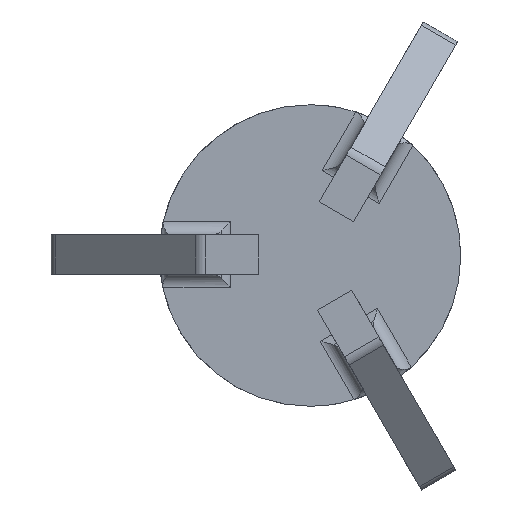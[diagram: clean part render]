
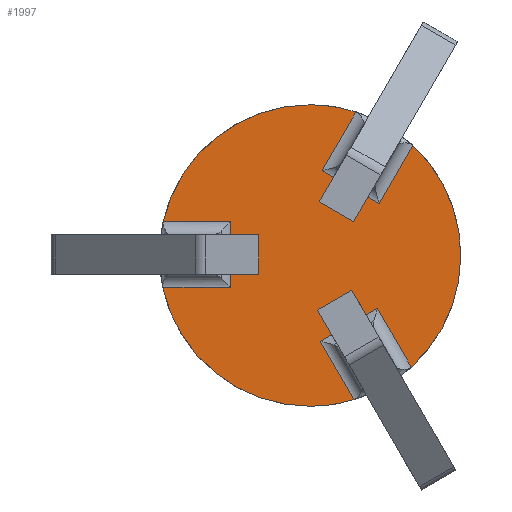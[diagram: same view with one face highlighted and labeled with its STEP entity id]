
A CAD part, front view. The second image highlights one B-rep face of the part: STEP entity #1997.
In plain terms, the highlighted planar face has unit normal (0, -1, 0).
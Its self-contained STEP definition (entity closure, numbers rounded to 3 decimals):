
#64 = EDGE_CURVE ( 'NONE', #464, #1831, #2782, .T. ) ;
#92 = VECTOR ( 'NONE', #1532, 1000. ) ;
#133 = CARTESIAN_POINT ( 'NONE',  ( 0., -0.262, 0. ) ) ;
#174 = VERTEX_POINT ( 'NONE', #198 ) ;
#184 = DIRECTION ( 'NONE',  ( 0.5, 0., 0.866 ) ) ;
#198 = CARTESIAN_POINT ( 'NONE',  ( 11.629, -0.262, -97.483 ) ) ;
#213 = DIRECTION ( 'NONE',  ( -0.5, 0., -0.866 ) ) ;
#223 = CARTESIAN_POINT ( 'NONE',  ( 0., -0.262, 38.671 ) ) ;
#255 = LINE ( 'NONE', #1203, #1360 ) ;
#267 = CARTESIAN_POINT ( 'NONE',  ( 50.026, -0.262, -163.989 ) ) ;
#278 = CARTESIAN_POINT ( 'NONE',  ( -90.237, -0.262, 0. ) ) ;
#280 = CARTESIAN_POINT ( 'NONE',  ( 115.24, -0.262, -126.944 ) ) ;
#366 = ORIENTED_EDGE ( 'NONE', *, *, #2449, .T. ) ;
#367 = AXIS2_PLACEMENT_3D ( 'NONE', #1151, #1134, #2204 ) ;
#369 = ORIENTED_EDGE ( 'NONE', *, *, #64, .T. ) ;
#382 = DIRECTION ( 'NONE',  ( 0., 0., 1. ) ) ;
#384 = ORIENTED_EDGE ( 'NONE', *, *, #2291, .T. ) ;
#416 = CARTESIAN_POINT ( 'NONE',  ( -31.462, -0.262, 18.165 ) ) ;
#432 = DIRECTION ( 'NONE',  ( 0., 1., 0. ) ) ;
#437 = VERTEX_POINT ( 'NONE', #2294 ) ;
#438 = CARTESIAN_POINT ( 'NONE',  ( 13.656, -0.262, 96.312 ) ) ;
#464 = VERTEX_POINT ( 'NONE', #1538 ) ;
#531 = DIRECTION ( 'NONE',  ( 0., 0., 1. ) ) ;
#546 = DIRECTION ( 'NONE',  ( 0.5, 0., -0.866 ) ) ;
#554 = AXIS2_PLACEMENT_3D ( 'NONE', #1184, #1773, #531 ) ;
#651 = LINE ( 'NONE', #1748, #92 ) ;
#660 = DIRECTION ( 'NONE',  ( 0., 0., 1. ) ) ;
#705 = DIRECTION ( 'NONE',  ( -0.5, 0., 0.866 ) ) ;
#734 = CARTESIAN_POINT ( 'NONE',  ( -33.49, -0.262, -19.335 ) ) ;
#766 = ORIENTED_EDGE ( 'NONE', *, *, #926, .F. ) ;
#787 = VERTEX_POINT ( 'NONE', #2775 ) ;
#808 = VECTOR ( 'NONE', #1312, 1000. ) ;
#830 = VECTOR ( 'NONE', #546, 1000. ) ;
#831 = CARTESIAN_POINT ( 'NONE',  ( 0., -0.262, 0. ) ) ;
#832 = CARTESIAN_POINT ( 'NONE',  ( 31.462, -0.262, 18.165 ) ) ;
#870 = CIRCLE ( 'NONE', #367, 171.45 ) ;
#897 = CARTESIAN_POINT ( 'NONE',  ( 0., -0.262, 0. ) ) ;
#908 = EDGE_CURVE ( 'NONE', #2786, #1635, #255, .T. ) ;
#914 = DIRECTION ( 'NONE',  ( -0.866, 0., 0.5 ) ) ;
#923 = LINE ( 'NONE', #2225, #1646 ) ;
#924 = VERTEX_POINT ( 'NONE', #267 ) ;
#926 = EDGE_CURVE ( 'NONE', #1498, #1485, #870, .T. ) ;
#940 = CARTESIAN_POINT ( 'NONE',  ( 0., -0.262, 171.45 ) ) ;
#965 = EDGE_LOOP ( 'NONE', ( #2188, #384, #1960, #369, #2673, #1878, #2789, #366, #1392, #1093, #1272, #1518, #2687, #766 ) ) ;
#998 = EDGE_CURVE ( 'NONE', #2382, #2786, #1283, .T. ) ;
#1026 = EDGE_CURVE ( 'NONE', #1775, #437, #1095, .T. ) ;
#1072 = CARTESIAN_POINT ( 'NONE',  ( 0., -0.262, 0. ) ) ;
#1086 = DIRECTION ( 'NONE',  ( 0., 0., 1. ) ) ;
#1093 = ORIENTED_EDGE ( 'NONE', *, *, #2209, .F. ) ;
#1095 = CIRCLE ( 'NONE', #2047, 171.45 ) ;
#1112 = DIRECTION ( 'NONE',  ( 1., 0., 0. ) ) ;
#1134 = DIRECTION ( 'NONE',  ( 0., 1., 0. ) ) ;
#1151 = CARTESIAN_POINT ( 'NONE',  ( 0., -0.262, 0. ) ) ;
#1184 = CARTESIAN_POINT ( 'NONE',  ( 0., -0.262, 0. ) ) ;
#1203 = CARTESIAN_POINT ( 'NONE',  ( 45.118, -0.262, 78.147 ) ) ;
#1219 = EDGE_CURVE ( 'NONE', #2607, #787, #1348, .T. ) ;
#1258 = CARTESIAN_POINT ( 'NONE',  ( -167.557, -0.262, -36.329 ) ) ;
#1270 = DIRECTION ( 'NONE',  ( 0., 1., 0. ) ) ;
#1272 = ORIENTED_EDGE ( 'NONE', *, *, #1219, .T. ) ;
#1283 = LINE ( 'NONE', #2150, #2317 ) ;
#1312 = DIRECTION ( 'NONE',  ( 0., 0., -1. ) ) ;
#1348 = LINE ( 'NONE', #223, #2776 ) ;
#1354 = LINE ( 'NONE', #278, #808 ) ;
#1360 = VECTOR ( 'NONE', #914, 1000. ) ;
#1392 = ORIENTED_EDGE ( 'NONE', *, *, #1026, .F. ) ;
#1433 = VERTEX_POINT ( 'NONE', #2558 ) ;
#1485 = VERTEX_POINT ( 'NONE', #1258 ) ;
#1498 = VERTEX_POINT ( 'NONE', #2772 ) ;
#1518 = ORIENTED_EDGE ( 'NONE', *, *, #2764, .T. ) ;
#1532 = DIRECTION ( 'NONE',  ( -1., 0., 0. ) ) ;
#1538 = CARTESIAN_POINT ( 'NONE',  ( 76.58, -0.262, -59.983 ) ) ;
#1635 = VERTEX_POINT ( 'NONE', #438 ) ;
#1646 = VECTOR ( 'NONE', #2470, 1000. ) ;
#1680 = EDGE_CURVE ( 'NONE', #924, #1498, #2320, .T. ) ;
#1704 = EDGE_CURVE ( 'NONE', #1433, #1485, #651, .T. ) ;
#1748 = CARTESIAN_POINT ( 'NONE',  ( 0., -0.262, -36.329 ) ) ;
#1773 = DIRECTION ( 'NONE',  ( 0., 1., 0. ) ) ;
#1775 = VERTEX_POINT ( 'NONE', #940 ) ;
#1831 = VERTEX_POINT ( 'NONE', #280 ) ;
#1868 = CARTESIAN_POINT ( 'NONE',  ( 117.006, -0.262, 125.318 ) ) ;
#1875 = VECTOR ( 'NONE', #184, 1000. ) ;
#1878 = ORIENTED_EDGE ( 'NONE', *, *, #998, .T. ) ;
#1914 = PLANE ( 'NONE',  #2781 ) ;
#1960 = ORIENTED_EDGE ( 'NONE', *, *, #2272, .T. ) ;
#1973 = CARTESIAN_POINT ( 'NONE',  ( 78.608, -0.262, 58.812 ) ) ;
#1997 = ADVANCED_FACE ( 'NONE', ( #2084 ), #1914, .F. ) ;
#2047 = AXIS2_PLACEMENT_3D ( 'NONE', #1072, #2627, #1086 ) ;
#2084 = FACE_OUTER_BOUND ( 'NONE', #965, .T. ) ;
#2150 = CARTESIAN_POINT ( 'NONE',  ( 33.49, -0.262, -19.335 ) ) ;
#2177 = LINE ( 'NONE', #416, #1875 ) ;
#2188 = ORIENTED_EDGE ( 'NONE', *, *, #1680, .F. ) ;
#2191 = CIRCLE ( 'NONE', #2508, 171.45 ) ;
#2195 = CARTESIAN_POINT ( 'NONE',  ( -167.032, -0.262, 38.671 ) ) ;
#2201 = DIRECTION ( 'NONE',  ( 0., 0., 1. ) ) ;
#2204 = DIRECTION ( 'NONE',  ( 0., 0., 1. ) ) ;
#2209 = EDGE_CURVE ( 'NONE', #2607, #1775, #2507, .T. ) ;
#2225 = CARTESIAN_POINT ( 'NONE',  ( 45.118, -0.262, -78.147 ) ) ;
#2272 = EDGE_CURVE ( 'NONE', #174, #464, #923, .T. ) ;
#2291 = EDGE_CURVE ( 'NONE', #924, #174, #2656, .T. ) ;
#2294 = CARTESIAN_POINT ( 'NONE',  ( 52.316, -0.262, 163.273 ) ) ;
#2317 = VECTOR ( 'NONE', #213, 1000. ) ;
#2320 = CIRCLE ( 'NONE', #2688, 171.45 ) ;
#2382 = VERTEX_POINT ( 'NONE', #1868 ) ;
#2449 = EDGE_CURVE ( 'NONE', #1635, #437, #2177, .T. ) ;
#2465 = VECTOR ( 'NONE', #705, 1000. ) ;
#2470 = DIRECTION ( 'NONE',  ( 0.866, 0., 0.5 ) ) ;
#2507 = CIRCLE ( 'NONE', #554, 171.45 ) ;
#2508 = AXIS2_PLACEMENT_3D ( 'NONE', #831, #432, #660 ) ;
#2533 = EDGE_CURVE ( 'NONE', #2382, #1831, #2191, .T. ) ;
#2558 = CARTESIAN_POINT ( 'NONE',  ( -90.237, -0.262, -36.329 ) ) ;
#2607 = VERTEX_POINT ( 'NONE', #2195 ) ;
#2627 = DIRECTION ( 'NONE',  ( 0., 1., 0. ) ) ;
#2656 = LINE ( 'NONE', #734, #2465 ) ;
#2673 = ORIENTED_EDGE ( 'NONE', *, *, #2533, .F. ) ;
#2687 = ORIENTED_EDGE ( 'NONE', *, *, #1704, .T. ) ;
#2688 = AXIS2_PLACEMENT_3D ( 'NONE', #897, #1270, #2201 ) ;
#2744 = DIRECTION ( 'NONE',  ( 0., 1., 0. ) ) ;
#2764 = EDGE_CURVE ( 'NONE', #787, #1433, #1354, .T. ) ;
#2772 = CARTESIAN_POINT ( 'NONE',  ( 0., -0.262, -171.45 ) ) ;
#2775 = CARTESIAN_POINT ( 'NONE',  ( -90.237, -0.262, 38.671 ) ) ;
#2776 = VECTOR ( 'NONE', #1112, 1000. ) ;
#2781 = AXIS2_PLACEMENT_3D ( 'NONE', #133, #2744, #382 ) ;
#2782 = LINE ( 'NONE', #832, #830 ) ;
#2786 = VERTEX_POINT ( 'NONE', #1973 ) ;
#2789 = ORIENTED_EDGE ( 'NONE', *, *, #908, .T. ) ;
